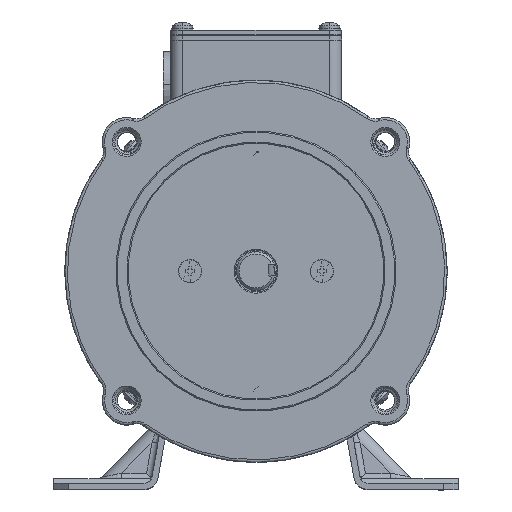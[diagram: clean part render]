
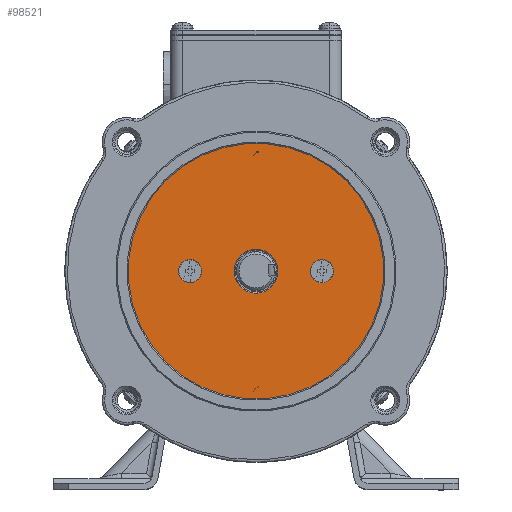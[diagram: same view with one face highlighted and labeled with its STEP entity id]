
A CAD part, top view. The second image highlights one B-rep face of the part: STEP entity #98521.
In plain terms, the highlighted planar face has unit normal (0, 0, 1).
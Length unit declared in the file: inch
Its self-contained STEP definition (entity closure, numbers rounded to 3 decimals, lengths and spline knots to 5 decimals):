
#1120 = AXIS2_PLACEMENT_3D ( 'NONE', #101915, #37163, #26465 ) ;
#2718 = EDGE_CURVE ( 'NONE', #84430, #107179, #45872, .T. ) ;
#11060 = VERTEX_POINT ( 'NONE', #106512 ) ;
#16365 = DIRECTION ( 'NONE',  ( 0., 0., -1. ) ) ;
#16756 = DIRECTION ( 'NONE',  ( 0.666, -0.746, 0. ) ) ;
#16935 = ORIENTED_EDGE ( 'NONE', *, *, #73064, .T. ) ;
#18344 = DIRECTION ( 'NONE',  ( 0.666, -0.746, 0. ) ) ;
#18944 = DIRECTION ( 'NONE',  ( 0.666, -0.746, 0. ) ) ;
#22751 = DIRECTION ( 'NONE',  ( 0., 0., -1. ) ) ;
#23237 = CIRCLE ( 'NONE', #52675, 0.35236 ) ;
#24671 = EDGE_CURVE ( 'NONE', #46073, #11060, #94047, .T. ) ;
#26465 = DIRECTION ( 'NONE',  ( -0.666, 0.746, 0. ) ) ;
#26997 = DIRECTION ( 'NONE',  ( 0., 0., -1. ) ) ;
#27456 = CARTESIAN_POINT ( 'NONE',  ( -0.0041, -0.06652, 10.16929 ) ) ;
#28893 = FACE_OUTER_BOUND ( 'NONE', #44632, .T. ) ;
#30752 = VERTEX_POINT ( 'NONE', #37873 ) ;
#33303 = VERTEX_POINT ( 'NONE', #71562 ) ;
#34105 = CARTESIAN_POINT ( 'NONE',  ( 0.05546, 0.99069, 10.16929 ) ) ;
#35918 = AXIS2_PLACEMENT_3D ( 'NONE', #37481, #75085, #18944 ) ;
#37163 = DIRECTION ( 'NONE',  ( 0., 0., -1. ) ) ;
#37481 = CARTESIAN_POINT ( 'NONE',  ( -0.06367, -1.12374, 10.16929 ) ) ;
#37873 = CARTESIAN_POINT ( 'NONE',  ( 1.36372, -1.59769, 10.16929 ) ) ;
#38022 = CARTESIAN_POINT ( 'NONE',  ( -0.0041, -0.06652, 10.16929 ) ) ;
#39021 = ORIENTED_EDGE ( 'NONE', *, *, #59196, .T. ) ;
#44145 = CARTESIAN_POINT ( 'NONE',  ( 0.06091, -1.2632, 10.16929 ) ) ;
#44632 = EDGE_LOOP ( 'NONE', ( #112012, #16935 ) ) ;
#45046 = FACE_BOUND ( 'NONE', #73227, .T. ) ;
#45872 = CIRCLE ( 'NONE', #88961, 0.18701 ) ;
#45946 = DIRECTION ( 'NONE',  ( 0., 0., -1. ) ) ;
#46073 = VERTEX_POINT ( 'NONE', #94460 ) ;
#48430 = EDGE_LOOP ( 'NONE', ( #53019, #109118 ) ) ;
#52635 = DIRECTION ( 'NONE',  ( 0., 0., 1. ) ) ;
#52675 = AXIS2_PLACEMENT_3D ( 'NONE', #27456, #45946, #92979 ) ;
#53019 = ORIENTED_EDGE ( 'NONE', *, *, #81233, .T. ) ;
#54354 = CIRCLE ( 'NONE', #1120, 0.35236 ) ;
#56429 = DIRECTION ( 'NONE',  ( 0., 0., 1. ) ) ;
#57668 = EDGE_CURVE ( 'NONE', #11060, #46073, #87671, .T. ) ;
#59196 = EDGE_CURVE ( 'NONE', #107179, #84430, #86649, .T. ) ;
#62006 = DIRECTION ( 'NONE',  ( 0.666, -0.746, 0. ) ) ;
#69527 = CARTESIAN_POINT ( 'NONE',  ( 0.05546, 0.99069, 10.16929 ) ) ;
#71562 = CARTESIAN_POINT ( 'NONE',  ( -0.23885, 0.19626, 10.16929 ) ) ;
#71702 = EDGE_LOOP ( 'NONE', ( #39021, #98914 ) ) ;
#73064 = EDGE_CURVE ( 'NONE', #77392, #30752, #86565, .T. ) ;
#73227 = EDGE_LOOP ( 'NONE', ( #87170, #83896 ) ) ;
#74691 = VERTEX_POINT ( 'NONE', #98491 ) ;
#75085 = DIRECTION ( 'NONE',  ( 0., 0., -1. ) ) ;
#77392 = VERTEX_POINT ( 'NONE', #92272 ) ;
#78343 = AXIS2_PLACEMENT_3D ( 'NONE', #38022, #56429, #111854 ) ;
#80388 = PLANE ( 'NONE',  #95893 ) ;
#81233 = EDGE_CURVE ( 'NONE', #33303, #74691, #54354, .T. ) ;
#83896 = ORIENTED_EDGE ( 'NONE', *, *, #24671, .T. ) ;
#84430 = VERTEX_POINT ( 'NONE', #87112 ) ;
#86565 = CIRCLE ( 'NONE', #87684, 2.05315 ) ;
#86649 = CIRCLE ( 'NONE', #35918, 0.18701 ) ;
#87112 = CARTESIAN_POINT ( 'NONE',  ( -0.18826, -0.98427, 10.16929 ) ) ;
#87170 = ORIENTED_EDGE ( 'NONE', *, *, #57668, .T. ) ;
#87456 = CARTESIAN_POINT ( 'NONE',  ( -0.0041, -0.06652, 10.16929 ) ) ;
#87671 = CIRCLE ( 'NONE', #115181, 0.18701 ) ;
#87684 = AXIS2_PLACEMENT_3D ( 'NONE', #87456, #96959, #106875 ) ;
#88961 = AXIS2_PLACEMENT_3D ( 'NONE', #102871, #26997, #18344 ) ;
#89729 = EDGE_CURVE ( 'NONE', #30752, #77392, #103345, .T. ) ;
#92272 = CARTESIAN_POINT ( 'NONE',  ( -1.37193, 1.46465, 10.16929 ) ) ;
#92979 = DIRECTION ( 'NONE',  ( -0.666, 0.746, 0. ) ) ;
#94047 = CIRCLE ( 'NONE', #105691, 0.18701 ) ;
#94460 = CARTESIAN_POINT ( 'NONE',  ( -0.06912, 1.13016, 10.16929 ) ) ;
#94869 = FACE_BOUND ( 'NONE', #48430, .T. ) ;
#95893 = AXIS2_PLACEMENT_3D ( 'NONE', #100088, #52635, #62006 ) ;
#96959 = DIRECTION ( 'NONE',  ( 0., 0., 1. ) ) ;
#98491 = CARTESIAN_POINT ( 'NONE',  ( 0.23064, -0.3293, 10.16929 ) ) ;
#98521 = ADVANCED_FACE ( 'NONE', ( #28893, #94869, #119918, #45046 ), #80388, .T. ) ;
#98914 = ORIENTED_EDGE ( 'NONE', *, *, #2718, .T. ) ;
#100088 = CARTESIAN_POINT ( 'NONE',  ( -0.0041, -0.06652, 10.16929 ) ) ;
#101915 = CARTESIAN_POINT ( 'NONE',  ( -0.0041, -0.06652, 10.16929 ) ) ;
#102871 = CARTESIAN_POINT ( 'NONE',  ( -0.06367, -1.12374, 10.16929 ) ) ;
#103345 = CIRCLE ( 'NONE', #78343, 2.05315 ) ;
#105691 = AXIS2_PLACEMENT_3D ( 'NONE', #69527, #22751, #116739 ) ;
#106512 = CARTESIAN_POINT ( 'NONE',  ( 0.18005, 0.85123, 10.16929 ) ) ;
#106875 = DIRECTION ( 'NONE',  ( 0.666, -0.746, 0. ) ) ;
#107179 = VERTEX_POINT ( 'NONE', #44145 ) ;
#109118 = ORIENTED_EDGE ( 'NONE', *, *, #121822, .T. ) ;
#111854 = DIRECTION ( 'NONE',  ( 0.666, -0.746, 0. ) ) ;
#112012 = ORIENTED_EDGE ( 'NONE', *, *, #89729, .T. ) ;
#115181 = AXIS2_PLACEMENT_3D ( 'NONE', #34105, #16365, #16756 ) ;
#116739 = DIRECTION ( 'NONE',  ( 0.666, -0.746, 0. ) ) ;
#119918 = FACE_BOUND ( 'NONE', #71702, .T. ) ;
#121822 = EDGE_CURVE ( 'NONE', #74691, #33303, #23237, .T. ) ;
